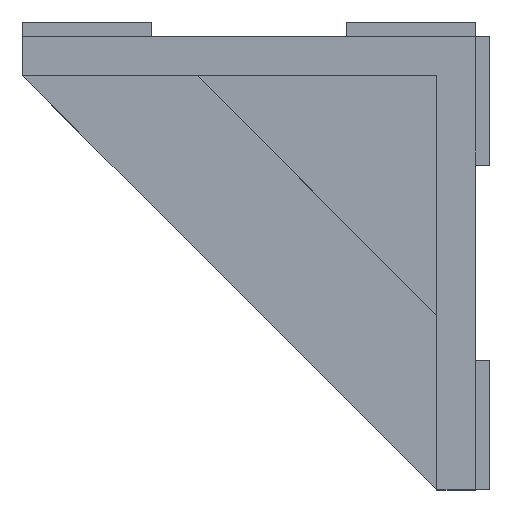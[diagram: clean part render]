
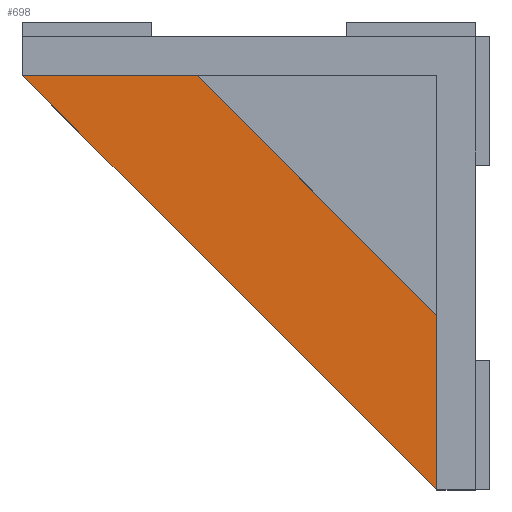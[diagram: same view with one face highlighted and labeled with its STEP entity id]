
A CAD part, top view. The second image highlights one B-rep face of the part: STEP entity #698.
In plain terms, the highlighted planar face has unit normal (0, 0, 1).
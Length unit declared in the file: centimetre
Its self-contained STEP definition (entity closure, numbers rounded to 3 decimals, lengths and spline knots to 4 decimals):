
#26=LINE('',#1009,#108);
#30=LINE('',#1028,#112);
#35=LINE('',#1038,#117);
#38=LINE('',#1043,#120);
#108=VECTOR('',#817,1.);
#112=VECTOR('',#837,1.);
#117=VECTOR('',#844,1.);
#120=VECTOR('',#849,1.);
#196=PLANE('',#760);
#252=FACE_OUTER_BOUND('',#306,.T.);
#306=EDGE_LOOP('',(#534,#535,#536,#537));
#356=VERTEX_POINT('',#1007);
#357=VERTEX_POINT('',#1008);
#364=VERTEX_POINT('',#1027);
#368=VERTEX_POINT('',#1037);
#418=EDGE_CURVE('',#356,#357,#26,.T.);
#426=EDGE_CURVE('',#364,#356,#30,.T.);
#431=EDGE_CURVE('',#368,#357,#35,.T.);
#434=EDGE_CURVE('',#364,#368,#38,.T.);
#534=ORIENTED_EDGE('',*,*,#418,.F.);
#535=ORIENTED_EDGE('',*,*,#426,.F.);
#536=ORIENTED_EDGE('',*,*,#434,.T.);
#537=ORIENTED_EDGE('',*,*,#431,.T.);
#698=ADVANCED_FACE('',(#252),#196,.T.);
#760=AXIS2_PLACEMENT_3D('',#1045,#851,#852);
#817=DIRECTION('',(0.,-1.,0.));
#837=DIRECTION('',(1.,0.,0.));
#844=DIRECTION('',(0.707,-0.707,0.));
#849=DIRECTION('',(0.707,-0.707,0.));
#851=DIRECTION('center_axis',(0.,0.,1.));
#852=DIRECTION('ref_axis',(1.,0.,0.));
#1007=CARTESIAN_POINT('',(7.9646,2.8494,0.35));
#1008=CARTESIAN_POINT('',(7.9646,-0.3458,0.35));
#1009=CARTESIAN_POINT('',(7.9646,2.0506,0.35));
#1027=CARTESIAN_POINT('',(4.7698,2.8494,0.35));
#1028=CARTESIAN_POINT('',(5.5685,2.8494,0.35));
#1037=CARTESIAN_POINT('',(7.0444,0.5744,0.35));
#1038=CARTESIAN_POINT('',(7.9646,-0.3458,0.35));
#1043=CARTESIAN_POINT('',(7.0444,0.5744,0.35));
#1045=CARTESIAN_POINT('Origin',(6.3672,1.2518,0.35));
